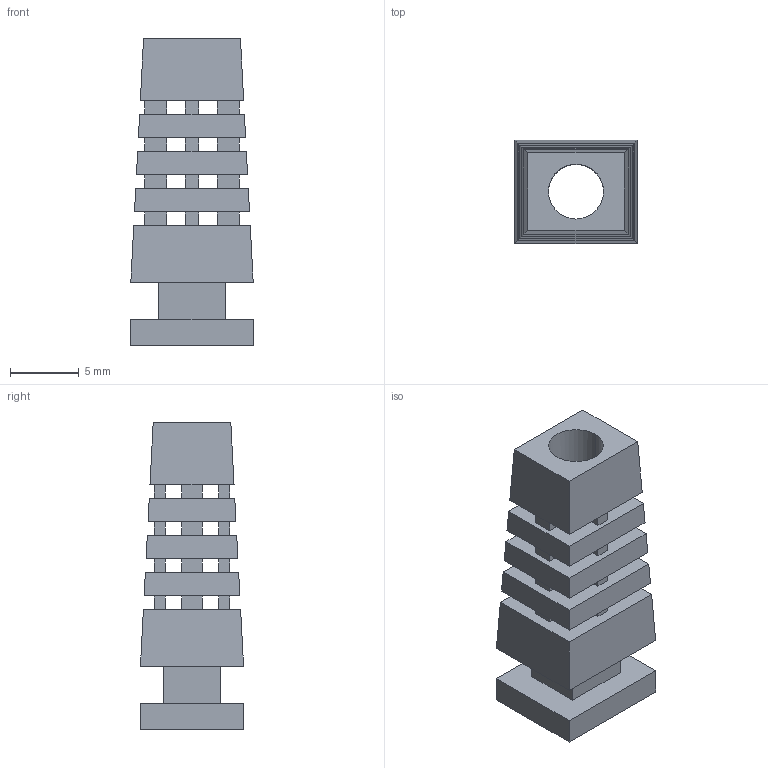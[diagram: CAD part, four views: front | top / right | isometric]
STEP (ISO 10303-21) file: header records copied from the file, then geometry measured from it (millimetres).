
FILE_DESCRIPTION (( 'STEP AP203' ), '1' );
FILE_NAME ('FI-7.STEP', '2017-03-29T13:31:51', ( 'Peter' ), ( '' ), 'SwSTEP 2.0', 'SolidWorks 2012', '' );
FILE_SCHEMA (( 'CONFIG_CONTROL_DESIGN' ));
Length unit declared in the file: millimetre
Products named in the file (1): FI-7
Bounding box: 8.9 x 7.5 x 22.3 mm (x, y, z)
Volume: 697.9 mm3; surface area: 1266.5 mm2
Topology: 1 solids, 1 shells, 90 faces, 282 edges, 188 vertices
Faces by surface type: plane 88, cylinder 2
Entity records: 3247 total; most frequent: ORIENTED_EDGE 564, CARTESIAN_POINT 561, DIRECTION 500, EDGE_CURVE 282, VECTOR 246, LINE 246, VERTEX_POINT 188, AXIS2_PLACEMENT_3D 127
